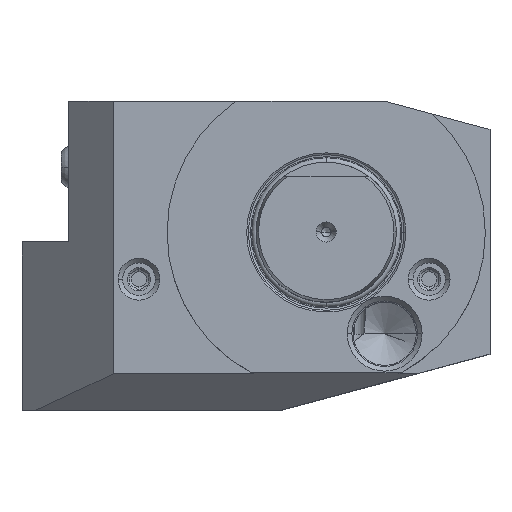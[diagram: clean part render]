
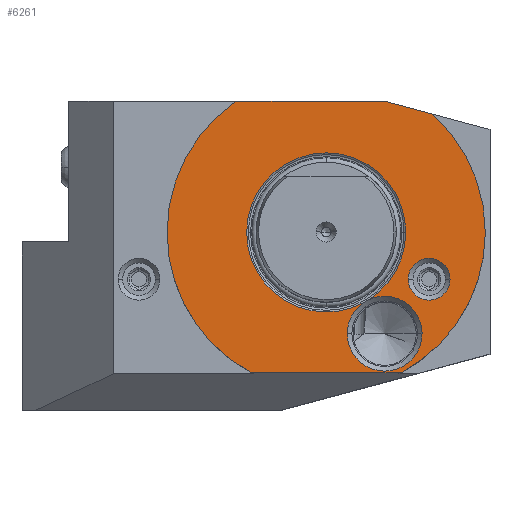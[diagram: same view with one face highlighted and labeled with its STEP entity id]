
A CAD part, top view. The second image highlights one B-rep face of the part: STEP entity #6261.
In plain terms, the highlighted planar face has unit normal (0, 0, 1).
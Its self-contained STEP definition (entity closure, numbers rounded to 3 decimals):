
#320=DIRECTION('',(-1,0,0));
#321=VECTOR('',#320,32);
#322=CARTESIAN_POINT('',(16,-30,-55));
#323=LINE('',#322,#321);
#346=CARTESIAN_POINT('',(0,0,-55));
#347=DIRECTION('',(0,0,1));
#348=DIRECTION('',(-0.567,0.824,0));
#349=AXIS2_PLACEMENT_3D('',#346,#347,#348);
#351=DIRECTION('',(-1,0,0));
#352=VECTOR('',#351,31.895);
#353=CARTESIAN_POINT('',(12.608,28,-55));
#354=LINE('',#353,#352);
#355=DIRECTION('',(-0.966,0.259,0));
#356=VECTOR('',#355,10.475);
#357=CARTESIAN_POINT('',(22.726,25.289,-55));
#358=LINE('',#357,#356);
#359=CARTESIAN_POINT('',(0,0,-55));
#360=DIRECTION('',(0,0,1));
#361=DIRECTION('',(1,0,0));
#362=AXIS2_PLACEMENT_3D('',#359,#360,#361);
#364=CARTESIAN_POINT('',(0,0,-55));
#365=DIRECTION('',(0,0,1));
#366=DIRECTION('',(0.471,-0.882,0));
#367=AXIS2_PLACEMENT_3D('',#364,#365,#366);
#369=CARTESIAN_POINT('',(0,0,-55));
#370=DIRECTION('',(0,0,1));
#371=DIRECTION('',(-1,0,0));
#372=AXIS2_PLACEMENT_3D('',#369,#370,#371);
#374=CARTESIAN_POINT('',(22,-10,-55));
#375=DIRECTION('',(0,0,-1));
#376=DIRECTION('',(1,0,0));
#377=AXIS2_PLACEMENT_3D('',#374,#375,#376);
#379=CARTESIAN_POINT('',(22,-10,-55));
#380=DIRECTION('',(0,0,-1));
#381=DIRECTION('',(-1,0,0));
#382=AXIS2_PLACEMENT_3D('',#379,#380,#381);
#384=CARTESIAN_POINT('',(0,0,-55));
#385=DIRECTION('',(0,0,-1));
#386=DIRECTION('',(1,0,0));
#387=AXIS2_PLACEMENT_3D('',#384,#385,#386);
#389=CARTESIAN_POINT('',(0,0,-55));
#390=DIRECTION('',(0,0,-1));
#391=DIRECTION('',(-1,0,0));
#392=AXIS2_PLACEMENT_3D('',#389,#390,#391);
#394=CARTESIAN_POINT('',(0,0,-55));
#395=DIRECTION('',(0,0,-1));
#396=DIRECTION('',(0.476,-0.879,0));
#397=AXIS2_PLACEMENT_3D('',#394,#395,#396);
#399=CARTESIAN_POINT('',(12.49,-21.633,-55));
#400=DIRECTION('',(0,0,-1));
#401=DIRECTION('',(-1,0,0));
#402=AXIS2_PLACEMENT_3D('',#399,#400,#401);
#404=CARTESIAN_POINT('',(12.49,-21.633,-55));
#405=DIRECTION('',(0,0,-1));
#406=DIRECTION('',(1,0,0));
#407=AXIS2_PLACEMENT_3D('',#404,#405,#406);
#409=CARTESIAN_POINT('',(12.49,-21.633,-55));
#410=DIRECTION('',(0,0,-1));
#411=DIRECTION('',(-0.449,0.894,0));
#412=AXIS2_PLACEMENT_3D('',#409,#410,#411);
#4891=CARTESIAN_POINT('',(34,0,-55));
#4892=CARTESIAN_POINT('',(22.726,25.289,-55));
#4893=VERTEX_POINT('',#4891);
#4894=VERTEX_POINT('',#4892);
#4966=CARTESIAN_POINT('',(4.49,-21.633,-55));
#4967=CARTESIAN_POINT('',(8.093,-14.95,-55));
#4968=VERTEX_POINT('',#4966);
#4969=VERTEX_POINT('',#4967);
#4980=CARTESIAN_POINT('',(-19.287,28,-55));
#4981=CARTESIAN_POINT('',(-34,0,-55));
#4982=VERTEX_POINT('',#4980);
#4983=VERTEX_POINT('',#4981);
#4984=CARTESIAN_POINT('',(-16,-30,-55));
#4985=VERTEX_POINT('',#4984);
#5002=CARTESIAN_POINT('',(12.608,28,-55));
#5003=VERTEX_POINT('',#5002);
#5008=CARTESIAN_POINT('',(8.901,-14.484,-55));
#5009=CARTESIAN_POINT('',(20.49,-21.633,-55));
#5010=VERTEX_POINT('',#5008);
#5011=VERTEX_POINT('',#5009);
#5012=CARTESIAN_POINT('',(16,-30,-55));
#5013=VERTEX_POINT('',#5012);
#5041=CARTESIAN_POINT('',(-17,0,-55));
#5042=CARTESIAN_POINT('',(17,0,-55));
#5043=VERTEX_POINT('',#5041);
#5044=VERTEX_POINT('',#5042);
#5225=CARTESIAN_POINT('',(26.475,-10,-55));
#5226=VERTEX_POINT('',#5225);
#5231=CARTESIAN_POINT('',(17.525,-10,-55));
#5232=VERTEX_POINT('',#5231);
#6222=CARTESIAN_POINT('',(0,17,-55));
#6223=DIRECTION('',(0,0,-1));
#6224=DIRECTION('',(-1,0,0));
#6225=AXIS2_PLACEMENT_3D('',#6222,#6223,#6224);
#6226=PLANE('',#6225);
#6228=ORIENTED_EDGE('',*,*,#6227,.F.);
#6229=ORIENTED_EDGE('',*,*,#6108,.F.);
#6231=ORIENTED_EDGE('',*,*,#6230,.F.);
#6233=ORIENTED_EDGE('',*,*,#6232,.F.);
#6235=ORIENTED_EDGE('',*,*,#6234,.F.);
#6236=ORIENTED_EDGE('',*,*,#6205,.T.);
#6238=ORIENTED_EDGE('',*,*,#6237,.F.);
#6239=EDGE_LOOP('',(#6228,#6229,#6231,#6233,#6235,#6236,#6238));
#6240=FACE_OUTER_BOUND('',#6239,.F.);
#6242=ORIENTED_EDGE('',*,*,#6241,.F.);
#6244=ORIENTED_EDGE('',*,*,#6243,.F.);
#6245=EDGE_LOOP('',(#6242,#6244));
#6246=FACE_BOUND('',#6245,.F.);
#6248=ORIENTED_EDGE('',*,*,#6247,.F.);
#6250=ORIENTED_EDGE('',*,*,#6249,.F.);
#6252=ORIENTED_EDGE('',*,*,#6251,.F.);
#6254=ORIENTED_EDGE('',*,*,#6253,.F.);
#6256=ORIENTED_EDGE('',*,*,#6255,.F.);
#6258=ORIENTED_EDGE('',*,*,#6257,.F.);
#6259=EDGE_LOOP('',(#6248,#6250,#6252,#6254,#6256,#6258));
#6260=FACE_BOUND('',#6259,.F.);
#6261=ADVANCED_FACE('',(#6240,#6246,#6260),#6226,.F.);
#350=CIRCLE('',#349,34);
#363=CIRCLE('',#362,34);
#368=CIRCLE('',#367,34);
#373=CIRCLE('',#372,34);
#378=CIRCLE('',#377,4.475);
#383=CIRCLE('',#382,4.475);
#388=CIRCLE('',#387,17);
#393=CIRCLE('',#392,17);
#398=CIRCLE('',#397,17);
#403=CIRCLE('',#402,8);
#408=CIRCLE('',#407,8);
#413=CIRCLE('',#412,8);
#6108=EDGE_CURVE('',#5003,#4982,#354,.T.);
#6205=EDGE_CURVE('',#5013,#4985,#323,.T.);
#6227=EDGE_CURVE('',#4982,#4983,#350,.T.);
#6230=EDGE_CURVE('',#4894,#5003,#358,.T.);
#6232=EDGE_CURVE('',#4893,#4894,#363,.T.);
#6234=EDGE_CURVE('',#5013,#4893,#368,.T.);
#6237=EDGE_CURVE('',#4983,#4985,#373,.T.);
#6241=EDGE_CURVE('',#5226,#5232,#378,.T.);
#6243=EDGE_CURVE('',#5232,#5226,#383,.T.);
#6247=EDGE_CURVE('',#5044,#5010,#388,.T.);
#6249=EDGE_CURVE('',#5043,#5044,#393,.T.);
#6251=EDGE_CURVE('',#4969,#5043,#398,.T.);
#6253=EDGE_CURVE('',#4968,#4969,#403,.T.);
#6255=EDGE_CURVE('',#5011,#4968,#408,.T.);
#6257=EDGE_CURVE('',#5010,#5011,#413,.T.);
